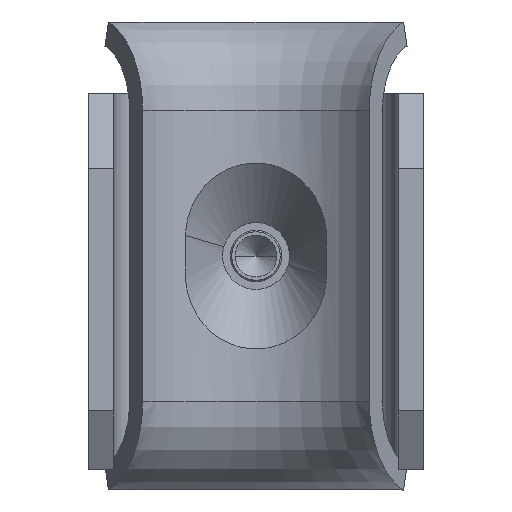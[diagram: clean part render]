
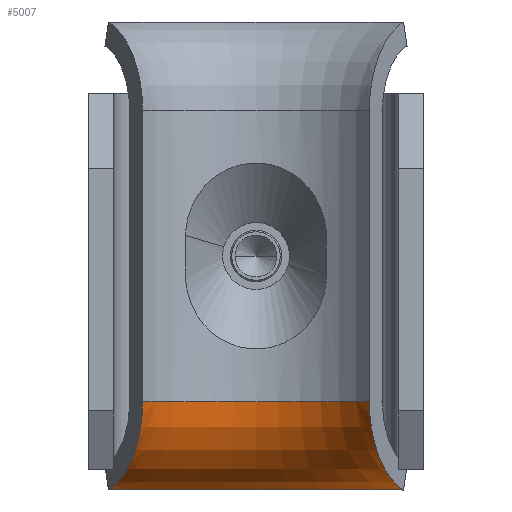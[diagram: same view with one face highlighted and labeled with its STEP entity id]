
A CAD part, front view. The second image highlights one B-rep face of the part: STEP entity #5007.
In plain terms, the highlighted toroidal (fillet/blend) face has major radius 13.5 mm and minor radius 5.5 mm.
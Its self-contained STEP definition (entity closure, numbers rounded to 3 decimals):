
#86 = AXIS2_PLACEMENT_3D ( 'NONE', #10322, #1383, #2136 ) ;
#384 = ORIENTED_EDGE ( 'NONE', *, *, #11789, .T. ) ;
#776 = CARTESIAN_POINT ( 'NONE',  ( 7.209, -0.134, -11.592 ) ) ;
#1215 = CARTESIAN_POINT ( 'NONE',  ( -6.889, -0.736, -10.223 ) ) ;
#1286 = CARTESIAN_POINT ( 'NONE',  ( -6.995, -0.537, -10.795 ) ) ;
#1352 = CARTESIAN_POINT ( 'NONE',  ( -6.78, -0.942, -9.02 ) ) ;
#1383 = DIRECTION ( 'NONE',  ( 0., 0., 1. ) ) ;
#1735 = EDGE_LOOP ( 'NONE', ( #7727, #5150, #9157, #384 ) ) ;
#1812 = CARTESIAN_POINT ( 'NONE',  ( 8.295, 1.907, -13.575 ) ) ;
#2136 = DIRECTION ( 'NONE',  ( 1., 0., 0. ) ) ;
#2371 = CARTESIAN_POINT ( 'NONE',  ( -6.78, -0.942, -8.712 ) ) ;
#2594 = EDGE_CURVE ( 'NONE', #7864, #11886, #3739, .T. ) ;
#2781 = CARTESIAN_POINT ( 'NONE',  ( 6.78, -0.942, -8.712 ) ) ;
#3219 = CARTESIAN_POINT ( 'NONE',  ( -7.06, -0.416, -11.069 ) ) ;
#3739 = CIRCLE ( 'NONE', #5426, 11.989 ) ;
#3750 = CARTESIAN_POINT ( 'NONE',  ( 6.793, -0.916, -9.324 ) ) ;
#3817 = CARTESIAN_POINT ( 'NONE',  ( 6.78, -0.942, -9.02 ) ) ;
#3861 = CARTESIAN_POINT ( 'NONE',  ( 6.78, -0.942, -8.712 ) ) ;
#4536 = CARTESIAN_POINT ( 'NONE',  ( 7.06, -0.416, -11.069 ) ) ;
#4647 = DIRECTION ( 'NONE',  ( 1., 0., 0. ) ) ;
#4801 = CARTESIAN_POINT ( 'NONE',  ( 6.848, -0.814, -9.924 ) ) ;
#5007 = ADVANCED_FACE ( 'NONE', ( #8166 ), #7597, .T. ) ;
#5150 = ORIENTED_EDGE ( 'NONE', *, *, #8548, .F. ) ;
#5426 = AXIS2_PLACEMENT_3D ( 'NONE', #5893, #8724, #4647 ) ;
#5539 = CARTESIAN_POINT ( 'NONE',  ( 8.558, 2.402, -13.819 ) ) ;
#5727 = CARTESIAN_POINT ( 'NONE',  ( 7.296, 0.028, -11.843 ) ) ;
#5893 = CARTESIAN_POINT ( 'NONE',  ( 0., -5.189, -14. ) ) ;
#6429 = CARTESIAN_POINT ( 'NONE',  ( -7.209, -0.134, -11.592 ) ) ;
#6648 = AXIS2_PLACEMENT_3D ( 'NONE', #10546, #11334, #12239 ) ;
#6771 = CARTESIAN_POINT ( 'NONE',  ( 8.693, 2.657, -13.92 ) ) ;
#6817 = B_SPLINE_CURVE_WITH_KNOTS ( 'NONE', 3,
 ( #2781, #3817, #3750, #4801, #10770, #7822, #4536, #776, #5727, #8690, #12733, #9538, #1812, #5539, #6771, #9780 ),
 .UNSPECIFIED., .F., .F.,
 ( 4, 2, 2, 2, 2, 2, 2, 4 ),
 ( 0.034, 0.035, 0.035, 0.036, 0.037, 0.039, 0.04, 0.041 ),
 .UNSPECIFIED. ) ;
#7134 = CARTESIAN_POINT ( 'NONE',  ( -7.798, 0.973, -12.941 ) ) ;
#7266 = CARTESIAN_POINT ( 'NONE',  ( -8.693, 2.657, -13.92 ) ) ;
#7597 = TOROIDAL_SURFACE ( 'NONE', #86, 13.5, 5.5 ) ;
#7727 = ORIENTED_EDGE ( 'NONE', *, *, #2594, .F. ) ;
#7822 = CARTESIAN_POINT ( 'NONE',  ( 6.995, -0.537, -10.795 ) ) ;
#7864 = VERTEX_POINT ( 'NONE', #11986 ) ;
#7998 = B_SPLINE_CURVE_WITH_KNOTS ( 'NONE', 3,
 ( #2371, #1352, #10154, #12187, #1215, #1286, #3219, #6429, #11209, #12120, #7134, #11416, #11139, #10215, #7266, #9178 ),
 .UNSPECIFIED., .F., .F.,
 ( 4, 2, 2, 2, 2, 2, 2, 4 ),
 ( 0.034, 0.035, 0.035, 0.036, 0.037, 0.039, 0.04, 0.041 ),
 .UNSPECIFIED. ) ;
#8166 = FACE_OUTER_BOUND ( 'NONE', #1735, .T. ) ;
#8548 = EDGE_CURVE ( 'NONE', #9294, #7864, #6817, .T. ) ;
#8551 = CIRCLE ( 'NONE', #6648, 8. ) ;
#8690 = CARTESIAN_POINT ( 'NONE',  ( 7.579, 0.562, -12.546 ) ) ;
#8724 = DIRECTION ( 'NONE',  ( 0., 0., 1. ) ) ;
#8812 = CARTESIAN_POINT ( 'NONE',  ( -6.78, -0.942, -8.712 ) ) ;
#9157 = ORIENTED_EDGE ( 'NONE', *, *, #9757, .T. ) ;
#9178 = CARTESIAN_POINT ( 'NONE',  ( -8.832, 2.918, -14. ) ) ;
#9294 = VERTEX_POINT ( 'NONE', #3861 ) ;
#9538 = CARTESIAN_POINT ( 'NONE',  ( 8.166, 1.665, -13.431 ) ) ;
#9757 = EDGE_CURVE ( 'NONE', #9294, #12066, #8551, .T. ) ;
#9780 = CARTESIAN_POINT ( 'NONE',  ( 8.832, 2.918, -14. ) ) ;
#10154 = CARTESIAN_POINT ( 'NONE',  ( -6.793, -0.916, -9.324 ) ) ;
#10215 = CARTESIAN_POINT ( 'NONE',  ( -8.558, 2.402, -13.819 ) ) ;
#10322 = CARTESIAN_POINT ( 'NONE',  ( 0., -5.189, -8.712 ) ) ;
#10488 = CARTESIAN_POINT ( 'NONE',  ( -8.832, 2.918, -14. ) ) ;
#10546 = CARTESIAN_POINT ( 'NONE',  ( 0., -5.189, -8.712 ) ) ;
#10770 = CARTESIAN_POINT ( 'NONE',  ( 6.889, -0.736, -10.223 ) ) ;
#11139 = CARTESIAN_POINT ( 'NONE',  ( -8.295, 1.907, -13.575 ) ) ;
#11209 = CARTESIAN_POINT ( 'NONE',  ( -7.296, 0.028, -11.843 ) ) ;
#11334 = DIRECTION ( 'NONE',  ( 0., 0., 1. ) ) ;
#11416 = CARTESIAN_POINT ( 'NONE',  ( -8.166, 1.665, -13.431 ) ) ;
#11789 = EDGE_CURVE ( 'NONE', #12066, #11886, #7998, .T. ) ;
#11886 = VERTEX_POINT ( 'NONE', #10488 ) ;
#11986 = CARTESIAN_POINT ( 'NONE',  ( 8.832, 2.918, -14. ) ) ;
#12066 = VERTEX_POINT ( 'NONE', #8812 ) ;
#12120 = CARTESIAN_POINT ( 'NONE',  ( -7.579, 0.562, -12.546 ) ) ;
#12187 = CARTESIAN_POINT ( 'NONE',  ( -6.848, -0.814, -9.924 ) ) ;
#12239 = DIRECTION ( 'NONE',  ( 1., 0., 0. ) ) ;
#12733 = CARTESIAN_POINT ( 'NONE',  ( 7.798, 0.973, -12.941 ) ) ;
